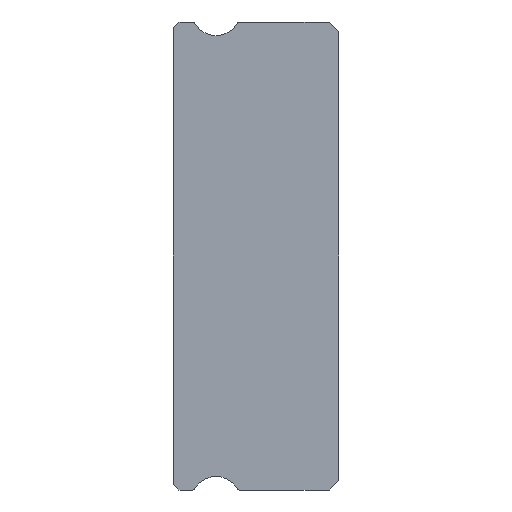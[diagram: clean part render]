
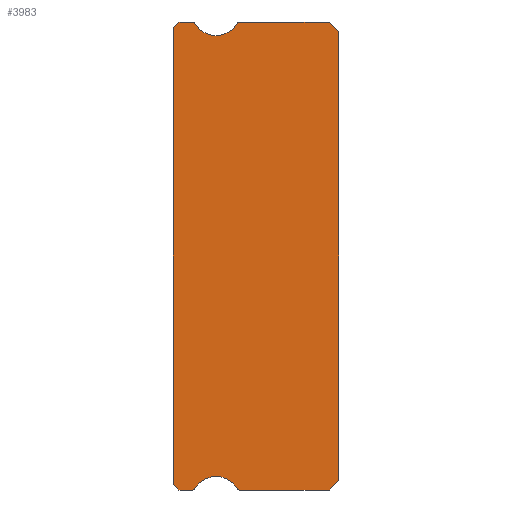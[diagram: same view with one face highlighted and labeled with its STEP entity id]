
A CAD part, left-side view. The second image highlights one B-rep face of the part: STEP entity #3983.
In plain terms, the highlighted planar face has unit normal (-1, 0, 0).
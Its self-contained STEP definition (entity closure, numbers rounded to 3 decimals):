
#68 = CARTESIAN_POINT ( 'NONE',  ( -20., 7.512, 12. ) ) ;
#141 = DIRECTION ( 'NONE',  ( 0., 0., 1. ) ) ;
#147 = CARTESIAN_POINT ( 'NONE',  ( -20., 7.512, -11.85 ) ) ;
#210 = DIRECTION ( 'NONE',  ( 0., 0., -1. ) ) ;
#235 = DIRECTION ( 'NONE',  ( -1., 0., 0. ) ) ;
#242 = EDGE_CURVE ( 'NONE', #4168, #1302, #2150, .T. ) ;
#267 = VECTOR ( 'NONE', #581, 1000. ) ;
#294 = DIRECTION ( 'NONE',  ( -1., 0., 0. ) ) ;
#295 = VERTEX_POINT ( 'NONE', #3139 ) ;
#314 = ORIENTED_EDGE ( 'NONE', *, *, #602, .F. ) ;
#319 = ORIENTED_EDGE ( 'NONE', *, *, #936, .F. ) ;
#337 = DIRECTION ( 'NONE',  ( 1., 0., 0. ) ) ;
#358 = CARTESIAN_POINT ( 'NONE',  ( -20., 7.512, -12. ) ) ;
#376 = CARTESIAN_POINT ( 'NONE',  ( -20., 7.512, 12. ) ) ;
#394 = VERTEX_POINT ( 'NONE', #3295 ) ;
#406 = ORIENTED_EDGE ( 'NONE', *, *, #1384, .F. ) ;
#464 = CARTESIAN_POINT ( 'NONE',  ( -20., 8.5, 11.85 ) ) ;
#507 = VECTOR ( 'NONE', #558, 1000. ) ;
#557 = AXIS2_PLACEMENT_3D ( 'NONE', #876, #3710, #210 ) ;
#558 = DIRECTION ( 'NONE',  ( 0., -0.707, -0.707 ) ) ;
#568 = DIRECTION ( 'NONE',  ( 0., 0., -1. ) ) ;
#581 = DIRECTION ( 'NONE',  ( 0., 0.707, -0.707 ) ) ;
#602 = EDGE_CURVE ( 'NONE', #1226, #1693, #2189, .T. ) ;
#603 = CARTESIAN_POINT ( 'NONE',  ( -20., 6.3, -12.55 ) ) ;
#612 = DIRECTION ( 'NONE',  ( 1., 0., 0. ) ) ;
#658 = EDGE_CURVE ( 'NONE', #2756, #1510, #2141, .T. ) ;
#683 = EDGE_CURVE ( 'NONE', #295, #394, #717, .T. ) ;
#717 = LINE ( 'NONE', #68, #2272 ) ;
#720 = CARTESIAN_POINT ( 'NONE',  ( -20., 7.512, -12. ) ) ;
#765 = ORIENTED_EDGE ( 'NONE', *, *, #683, .F. ) ;
#770 = CIRCLE ( 'NONE', #1276, 1.25 ) ;
#797 = ORIENTED_EDGE ( 'NONE', *, *, #3025, .F. ) ;
#856 = CARTESIAN_POINT ( 'NONE',  ( -20., 0., 11.5 ) ) ;
#876 = CARTESIAN_POINT ( 'NONE',  ( -20., 7.512, 11.85 ) ) ;
#879 = EDGE_CURVE ( 'NONE', #3808, #2485, #4447, .T. ) ;
#936 = EDGE_CURVE ( 'NONE', #394, #3802, #1257, .T. ) ;
#938 = DIRECTION ( 'NONE',  ( 0., -0.707, -0.707 ) ) ;
#994 = LINE ( 'NONE', #720, #2743 ) ;
#1010 = DIRECTION ( 'NONE',  ( 0., 0., -1. ) ) ;
#1062 = CIRCLE ( 'NONE', #2664, 0.15 ) ;
#1126 = LINE ( 'NONE', #3160, #2805 ) ;
#1143 = CARTESIAN_POINT ( 'NONE',  ( -20., 0., 11.5 ) ) ;
#1173 = VECTOR ( 'NONE', #2469, 1000. ) ;
#1226 = VERTEX_POINT ( 'NONE', #2206 ) ;
#1227 = CIRCLE ( 'NONE', #2395, 0.15 ) ;
#1257 = LINE ( 'NONE', #4032, #507 ) ;
#1266 = CARTESIAN_POINT ( 'NONE',  ( -20., 8.2, -12. ) ) ;
#1276 = AXIS2_PLACEMENT_3D ( 'NONE', #3748, #294, #1320 ) ;
#1302 = VERTEX_POINT ( 'NONE', #2324 ) ;
#1320 = DIRECTION ( 'NONE',  ( 0., 0., -1. ) ) ;
#1343 = ORIENTED_EDGE ( 'NONE', *, *, #2574, .F. ) ;
#1345 = EDGE_CURVE ( 'NONE', #2965, #2756, #4432, .T. ) ;
#1367 = ORIENTED_EDGE ( 'NONE', *, *, #242, .F. ) ;
#1384 = EDGE_CURVE ( 'NONE', #3355, #2338, #1227, .T. ) ;
#1510 = VERTEX_POINT ( 'NONE', #358 ) ;
#1595 = ORIENTED_EDGE ( 'NONE', *, *, #2146, .T. ) ;
#1680 = DIRECTION ( 'NONE',  ( 0., 1., 0. ) ) ;
#1693 = VERTEX_POINT ( 'NONE', #2180 ) ;
#1748 = VERTEX_POINT ( 'NONE', #3008 ) ;
#1787 = CARTESIAN_POINT ( 'NONE',  ( -20., 0., -11.5 ) ) ;
#1814 = DIRECTION ( 'NONE',  ( 0., 0., -1. ) ) ;
#1875 = PLANE ( 'NONE',  #557 ) ;
#1880 = ORIENTED_EDGE ( 'NONE', *, *, #3156, .T. ) ;
#1918 = ORIENTED_EDGE ( 'NONE', *, *, #2874, .F. ) ;
#1984 = DIRECTION ( 'NONE',  ( -1., 0., 0. ) ) ;
#2013 = DIRECTION ( 'NONE',  ( 0., 0., -1. ) ) ;
#2024 = CARTESIAN_POINT ( 'NONE',  ( -20., 7.383, -11.925 ) ) ;
#2032 = AXIS2_PLACEMENT_3D ( 'NONE', #603, #1984, #3376 ) ;
#2052 = DIRECTION ( 'NONE',  ( 1., 0., 0. ) ) ;
#2083 = VECTOR ( 'NONE', #3205, 1000. ) ;
#2102 = CARTESIAN_POINT ( 'NONE',  ( -20., 5.217, -11.925 ) ) ;
#2141 = LINE ( 'NONE', #3543, #1173 ) ;
#2146 = EDGE_CURVE ( 'NONE', #1748, #4215, #3801, .T. ) ;
#2150 = LINE ( 'NONE', #1787, #3357 ) ;
#2158 = EDGE_CURVE ( 'NONE', #3423, #3808, #3702, .T. ) ;
#2180 = CARTESIAN_POINT ( 'NONE',  ( -20., 5.217, 11.925 ) ) ;
#2189 = CIRCLE ( 'NONE', #3663, 1.25 ) ;
#2201 = CARTESIAN_POINT ( 'NONE',  ( -20., 5.088, 11.85 ) ) ;
#2206 = CARTESIAN_POINT ( 'NONE',  ( -20., 6.3, 11.3 ) ) ;
#2272 = VECTOR ( 'NONE', #2492, 1000. ) ;
#2310 = AXIS2_PLACEMENT_3D ( 'NONE', #4119, #2052, #1010 ) ;
#2324 = CARTESIAN_POINT ( 'NONE',  ( -20., 0.5, -12. ) ) ;
#2338 = VERTEX_POINT ( 'NONE', #2601 ) ;
#2346 = CARTESIAN_POINT ( 'NONE',  ( -20., 7.512, 11.85 ) ) ;
#2358 = CARTESIAN_POINT ( 'NONE',  ( -20., 6.3, 12.55 ) ) ;
#2382 = VECTOR ( 'NONE', #141, 1000. ) ;
#2395 = AXIS2_PLACEMENT_3D ( 'NONE', #2346, #2712, #3011 ) ;
#2406 = CARTESIAN_POINT ( 'NONE',  ( -20., 8.5, -11.7 ) ) ;
#2429 = EDGE_CURVE ( 'NONE', #2338, #1226, #770, .T. ) ;
#2469 = DIRECTION ( 'NONE',  ( 0., -1., 0. ) ) ;
#2485 = VERTEX_POINT ( 'NONE', #2024 ) ;
#2492 = DIRECTION ( 'NONE',  ( 0., -1., 0. ) ) ;
#2574 = EDGE_CURVE ( 'NONE', #1693, #295, #1062, .T. ) ;
#2601 = CARTESIAN_POINT ( 'NONE',  ( -20., 7.383, 11.925 ) ) ;
#2664 = AXIS2_PLACEMENT_3D ( 'NONE', #2201, #337, #1814 ) ;
#2712 = DIRECTION ( 'NONE',  ( 1., 0., 0. ) ) ;
#2719 = CARTESIAN_POINT ( 'NONE',  ( -20., 8.5, 11.7 ) ) ;
#2743 = VECTOR ( 'NONE', #1680, 1000. ) ;
#2756 = VERTEX_POINT ( 'NONE', #1266 ) ;
#2759 = EDGE_CURVE ( 'NONE', #2485, #1510, #2963, .T. ) ;
#2805 = VECTOR ( 'NONE', #2887, 1000. ) ;
#2862 = CARTESIAN_POINT ( 'NONE',  ( -20., 5.088, -12. ) ) ;
#2874 = EDGE_CURVE ( 'NONE', #1302, #3423, #994, .T. ) ;
#2875 = ORIENTED_EDGE ( 'NONE', *, *, #3406, .T. ) ;
#2879 = LINE ( 'NONE', #464, #2083 ) ;
#2887 = DIRECTION ( 'NONE',  ( 0., 1., 0. ) ) ;
#2963 = CIRCLE ( 'NONE', #4277, 0.15 ) ;
#2965 = VERTEX_POINT ( 'NONE', #2406 ) ;
#2984 = ORIENTED_EDGE ( 'NONE', *, *, #2158, .F. ) ;
#3008 = CARTESIAN_POINT ( 'NONE',  ( -20., 8.2, 12. ) ) ;
#3011 = DIRECTION ( 'NONE',  ( 0., 0., -1. ) ) ;
#3025 = EDGE_CURVE ( 'NONE', #2965, #4215, #2879, .T. ) ;
#3085 = CARTESIAN_POINT ( 'NONE',  ( -20., 0., -11.5 ) ) ;
#3124 = ORIENTED_EDGE ( 'NONE', *, *, #879, .F. ) ;
#3130 = ORIENTED_EDGE ( 'NONE', *, *, #2759, .F. ) ;
#3139 = CARTESIAN_POINT ( 'NONE',  ( -20., 5.088, 12. ) ) ;
#3156 = EDGE_CURVE ( 'NONE', #4168, #3802, #4350, .T. ) ;
#3159 = DIRECTION ( 'NONE',  ( 0., 0.707, -0.707 ) ) ;
#3160 = CARTESIAN_POINT ( 'NONE',  ( -20., 8.2, 12. ) ) ;
#3205 = DIRECTION ( 'NONE',  ( 0., 0., 1. ) ) ;
#3268 = FACE_OUTER_BOUND ( 'NONE', #3557, .T. ) ;
#3295 = CARTESIAN_POINT ( 'NONE',  ( -20., 0.5, 12. ) ) ;
#3355 = VERTEX_POINT ( 'NONE', #376 ) ;
#3357 = VECTOR ( 'NONE', #3159, 1000. ) ;
#3376 = DIRECTION ( 'NONE',  ( 0., 0., -1. ) ) ;
#3406 = EDGE_CURVE ( 'NONE', #3355, #1748, #1126, .T. ) ;
#3423 = VERTEX_POINT ( 'NONE', #2862 ) ;
#3511 = ORIENTED_EDGE ( 'NONE', *, *, #1345, .T. ) ;
#3543 = CARTESIAN_POINT ( 'NONE',  ( -20., 7.512, -12. ) ) ;
#3557 = EDGE_LOOP ( 'NONE', ( #797, #3511, #4407, #3130, #3124, #2984, #1918, #1367, #1880, #319, #765, #1343, #314, #4460, #406, #2875, #1595 ) ) ;
#3589 = CARTESIAN_POINT ( 'NONE',  ( -20., 8.5, 11.7 ) ) ;
#3663 = AXIS2_PLACEMENT_3D ( 'NONE', #2358, #235, #2013 ) ;
#3702 = CIRCLE ( 'NONE', #2310, 0.15 ) ;
#3710 = DIRECTION ( 'NONE',  ( 1., 0., 0. ) ) ;
#3748 = CARTESIAN_POINT ( 'NONE',  ( -20., 6.3, 12.55 ) ) ;
#3791 = VECTOR ( 'NONE', #938, 1000. ) ;
#3801 = LINE ( 'NONE', #2719, #267 ) ;
#3802 = VERTEX_POINT ( 'NONE', #1143 ) ;
#3808 = VERTEX_POINT ( 'NONE', #2102 ) ;
#3983 = ADVANCED_FACE ( 'NONE', ( #3268 ), #1875, .F. ) ;
#4032 = CARTESIAN_POINT ( 'NONE',  ( -20., 0.5, 12. ) ) ;
#4119 = CARTESIAN_POINT ( 'NONE',  ( -20., 5.088, -11.85 ) ) ;
#4168 = VERTEX_POINT ( 'NONE', #3085 ) ;
#4215 = VERTEX_POINT ( 'NONE', #3589 ) ;
#4277 = AXIS2_PLACEMENT_3D ( 'NONE', #147, #612, #568 ) ;
#4350 = LINE ( 'NONE', #856, #2382 ) ;
#4407 = ORIENTED_EDGE ( 'NONE', *, *, #658, .T. ) ;
#4432 = LINE ( 'NONE', #4456, #3791 ) ;
#4447 = CIRCLE ( 'NONE', #2032, 1.25 ) ;
#4456 = CARTESIAN_POINT ( 'NONE',  ( -20., 8.2, -12. ) ) ;
#4460 = ORIENTED_EDGE ( 'NONE', *, *, #2429, .F. ) ;
